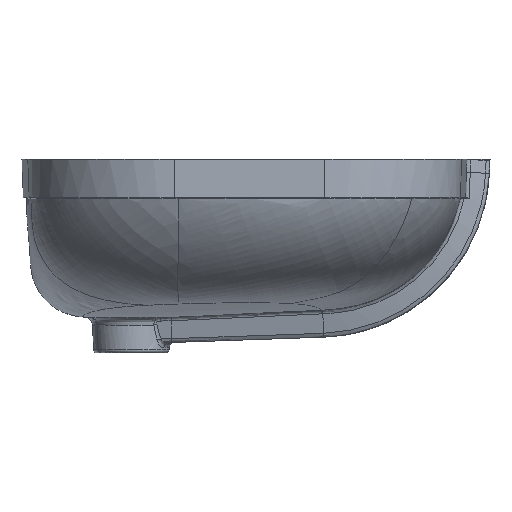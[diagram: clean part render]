
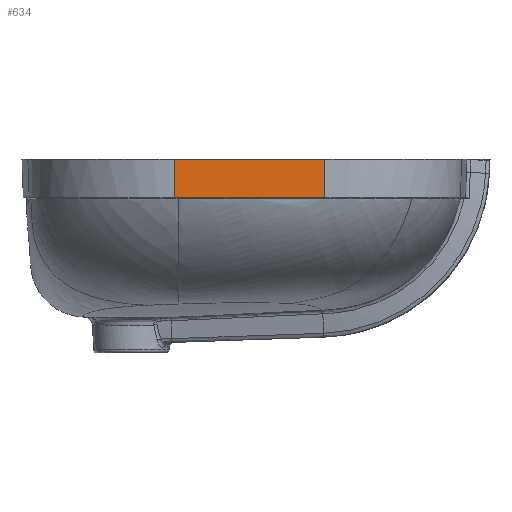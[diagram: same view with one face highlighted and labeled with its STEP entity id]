
A CAD part, left-side view. The second image highlights one B-rep face of the part: STEP entity #634.
In plain terms, the highlighted free-form (B-spline) face has degree [5, 1] with [6, 2] control points.
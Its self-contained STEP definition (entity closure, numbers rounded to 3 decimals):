
#20=B_SPLINE_SURFACE_WITH_KNOTS('',5,1,((#14630,#14631),(#14632,#14633),
(#14634,#14635),(#14636,#14637),(#14638,#14639),(#14640,#14641)),
 .UNSPECIFIED.,.F.,.F.,.F.,(6,6),(2,2),(0.,144.28),(0.,37.),
 .UNSPECIFIED.);
#220=B_SPLINE_CURVE_WITH_KNOTS('',1,(#440442,#440443),.UNSPECIFIED.,.F.,
 .F.,(2,2),(0.,37.),.UNSPECIFIED.);
#223=B_SPLINE_CURVE_WITH_KNOTS('',5,(#440452,#440453,#440454,#440455,#440456,
#440457),.UNSPECIFIED.,.F.,.F.,(6,6),(0.,144.28),.UNSPECIFIED.);
#224=B_SPLINE_CURVE_WITH_KNOTS('',1,(#440458,#440459),.UNSPECIFIED.,.F.,
 .F.,(2,2),(0.,37.),.UNSPECIFIED.);
#225=B_SPLINE_CURVE_WITH_KNOTS('',5,(#440460,#440461,#440462,#440463,#440464,
#440465),.UNSPECIFIED.,.F.,.F.,(6,6),(0.,144.28),.UNSPECIFIED.);
#634=ADVANCED_FACE('',(#850),#20,.T.);
#850=FACE_OUTER_BOUND('',#1066,.T.);
#1066=EDGE_LOOP('',(#1538,#1539,#1540,#1541));
#1538=ORIENTED_EDGE('',*,*,#2447,.T.);
#1539=ORIENTED_EDGE('',*,*,#2448,.T.);
#1540=ORIENTED_EDGE('',*,*,#2449,.F.);
#1541=ORIENTED_EDGE('',*,*,#2444,.F.);
#2444=EDGE_CURVE('',#3025,#3012,#220,.T.);
#2447=EDGE_CURVE('',#3025,#3026,#223,.T.);
#2448=EDGE_CURVE('',#3026,#3013,#224,.T.);
#2449=EDGE_CURVE('',#3012,#3013,#225,.T.);
#3012=VERTEX_POINT('',#439473);
#3013=VERTEX_POINT('',#439474);
#3025=VERTEX_POINT('',#439486);
#3026=VERTEX_POINT('',#439487);
#14630=CARTESIAN_POINT('',(-291.713,78.098,55.922));
#14631=CARTESIAN_POINT('',(-293.004,78.087,92.899));
#14632=CARTESIAN_POINT('',(-291.475,49.25,55.922));
#14633=CARTESIAN_POINT('',(-292.766,49.225,92.899));
#14634=CARTESIAN_POINT('',(-290.853,20.405,55.922));
#14635=CARTESIAN_POINT('',(-292.144,20.367,92.899));
#14636=CARTESIAN_POINT('',(-289.847,-8.447,55.922));
#14637=CARTESIAN_POINT('',(-291.137,-8.499,92.899));
#14638=CARTESIAN_POINT('',(-288.459,-37.266,55.922));
#14639=CARTESIAN_POINT('',(-289.748,-37.331,92.899));
#14640=CARTESIAN_POINT('',(-286.688,-66.06,55.922));
#14641=CARTESIAN_POINT('',(-287.976,-66.14,92.899));
#439473=CARTESIAN_POINT('',(-293.004,78.087,92.899));
#439474=CARTESIAN_POINT('',(-287.976,-66.14,92.899));
#439486=CARTESIAN_POINT('',(-291.713,78.098,55.922));
#439487=CARTESIAN_POINT('',(-286.688,-66.06,55.922));
#440442=CARTESIAN_POINT('',(-291.713,78.098,55.922));
#440443=CARTESIAN_POINT('',(-293.004,78.087,92.899));
#440452=CARTESIAN_POINT('',(-291.713,78.098,55.922));
#440453=CARTESIAN_POINT('',(-291.475,49.25,55.922));
#440454=CARTESIAN_POINT('',(-290.853,20.405,55.922));
#440455=CARTESIAN_POINT('',(-289.847,-8.447,55.922));
#440456=CARTESIAN_POINT('',(-288.459,-37.266,55.922));
#440457=CARTESIAN_POINT('',(-286.688,-66.06,55.922));
#440458=CARTESIAN_POINT('',(-286.688,-66.06,55.922));
#440459=CARTESIAN_POINT('',(-287.976,-66.14,92.899));
#440460=CARTESIAN_POINT('',(-293.004,78.087,92.899));
#440461=CARTESIAN_POINT('',(-292.766,49.225,92.899));
#440462=CARTESIAN_POINT('',(-292.144,20.367,92.899));
#440463=CARTESIAN_POINT('',(-291.137,-8.499,92.899));
#440464=CARTESIAN_POINT('',(-289.748,-37.331,92.899));
#440465=CARTESIAN_POINT('',(-287.976,-66.14,92.899));
